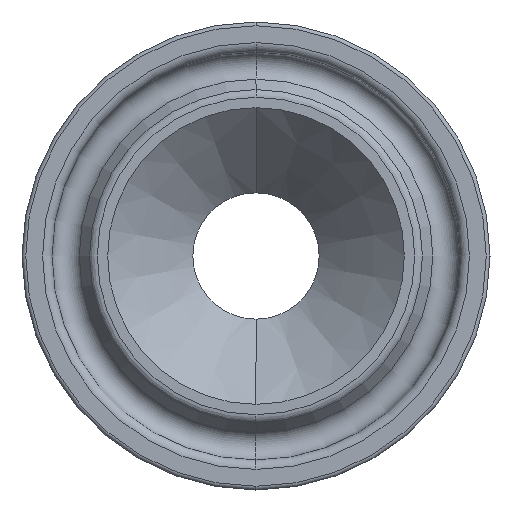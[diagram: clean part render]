
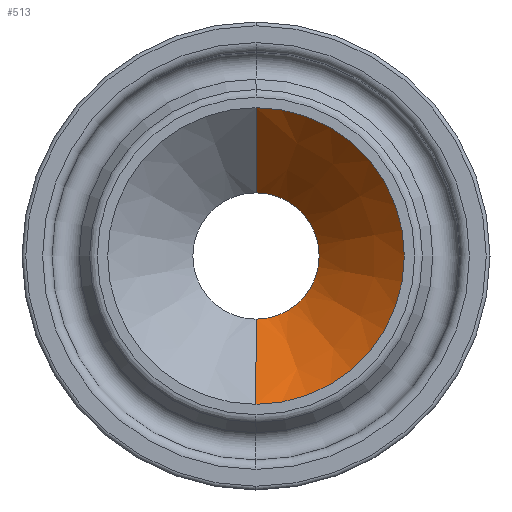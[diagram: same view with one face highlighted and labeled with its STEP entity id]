
A CAD part, left-side view. The second image highlights one B-rep face of the part: STEP entity #513.
In plain terms, the highlighted conical face has half-angle 45 degrees and reference radius 3.375 mm.
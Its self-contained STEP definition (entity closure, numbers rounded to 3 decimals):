
#7 = CARTESIAN_POINT ( 'NONE',  ( 0.8, 0., 7.925 ) ) ;
#32 = DIRECTION ( 'NONE',  ( -1., 0., 0. ) ) ;
#51 = ORIENTED_EDGE ( 'NONE', *, *, #586, .F. ) ;
#58 = CARTESIAN_POINT ( 'NONE',  ( 5.35, 0., 3.375 ) ) ;
#119 = CARTESIAN_POINT ( 'NONE',  ( 5.35, 0., 0. ) ) ;
#166 = CARTESIAN_POINT ( 'NONE',  ( 5.35, 0., -3.375 ) ) ;
#177 = EDGE_CURVE ( 'NONE', #1081, #383, #258, .T. ) ;
#204 = CONICAL_SURFACE ( 'NONE', #316, 3.375, 0.785 ) ;
#213 = VERTEX_POINT ( 'NONE', #1085 ) ;
#240 = AXIS2_PLACEMENT_3D ( 'NONE', #885, #340, #687 ) ;
#258 = CIRCLE ( 'NONE', #876, 7.925 ) ;
#270 = EDGE_CURVE ( 'NONE', #662, #1081, #397, .T. ) ;
#290 = CARTESIAN_POINT ( 'NONE',  ( 0.8, 0., 0. ) ) ;
#316 = AXIS2_PLACEMENT_3D ( 'NONE', #119, #32, #404 ) ;
#325 = DIRECTION ( 'NONE',  ( -0.707, 0., -0.707 ) ) ;
#340 = DIRECTION ( 'NONE',  ( -1., 0., 0. ) ) ;
#367 = DIRECTION ( 'NONE',  ( 0., 0., 1. ) ) ;
#369 = VECTOR ( 'NONE', #325, 1000. ) ;
#383 = VERTEX_POINT ( 'NONE', #7 ) ;
#397 = LINE ( 'NONE', #755, #369 ) ;
#404 = DIRECTION ( 'NONE',  ( 0., 0., 1. ) ) ;
#411 = LINE ( 'NONE', #58, #1055 ) ;
#447 = ORIENTED_EDGE ( 'NONE', *, *, #177, .T. ) ;
#513 = ADVANCED_FACE ( 'NONE', ( #743 ), #204, .F. ) ;
#586 = EDGE_CURVE ( 'NONE', #662, #213, #1016, .T. ) ;
#658 = ORIENTED_EDGE ( 'NONE', *, *, #1063, .F. ) ;
#662 = VERTEX_POINT ( 'NONE', #166 ) ;
#687 = DIRECTION ( 'NONE',  ( 0., 0., 1. ) ) ;
#728 = DIRECTION ( 'NONE',  ( -1., 0., 0. ) ) ;
#743 = FACE_OUTER_BOUND ( 'NONE', #1031, .T. ) ;
#755 = CARTESIAN_POINT ( 'NONE',  ( 5.35, 0., -3.375 ) ) ;
#774 = DIRECTION ( 'NONE',  ( -0.707, 0., 0.707 ) ) ;
#857 = CARTESIAN_POINT ( 'NONE',  ( 0.8, 0., -7.925 ) ) ;
#876 = AXIS2_PLACEMENT_3D ( 'NONE', #290, #728, #367 ) ;
#885 = CARTESIAN_POINT ( 'NONE',  ( 5.35, 0., 0. ) ) ;
#1000 = ORIENTED_EDGE ( 'NONE', *, *, #270, .T. ) ;
#1016 = CIRCLE ( 'NONE', #240, 3.375 ) ;
#1031 = EDGE_LOOP ( 'NONE', ( #51, #1000, #447, #658 ) ) ;
#1055 = VECTOR ( 'NONE', #774, 1000. ) ;
#1063 = EDGE_CURVE ( 'NONE', #213, #383, #411, .T. ) ;
#1081 = VERTEX_POINT ( 'NONE', #857 ) ;
#1085 = CARTESIAN_POINT ( 'NONE',  ( 5.35, 0., 3.375 ) ) ;
